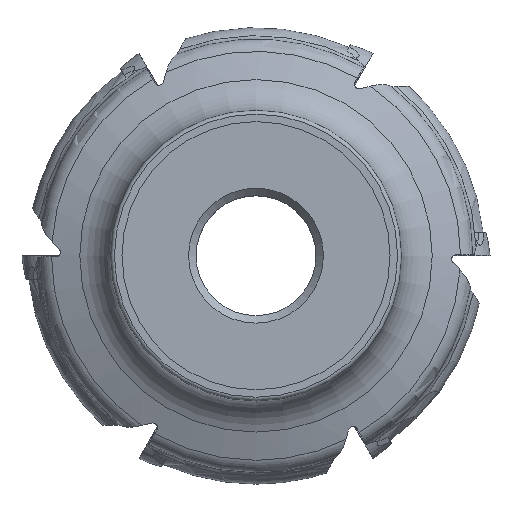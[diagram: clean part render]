
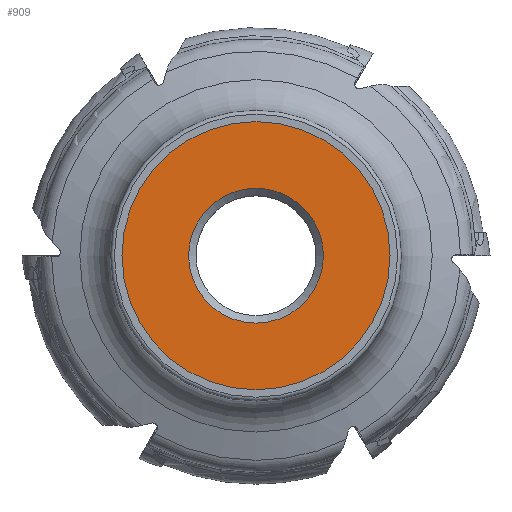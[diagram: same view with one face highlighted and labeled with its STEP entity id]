
A CAD part, top view. The second image highlights one B-rep face of the part: STEP entity #909.
In plain terms, the highlighted planar face has unit normal (0, 0, 1).
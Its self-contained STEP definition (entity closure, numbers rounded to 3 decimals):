
#909=ADVANCED_FACE('',(#1423,#1424),#1261,.F.);
#1261=PLANE('',#6899);
#1423=FACE_BOUND('',#1611,.T.);
#1424=FACE_BOUND('',#1612,.T.);
#1611=EDGE_LOOP('',(#3142));
#1612=EDGE_LOOP('',(#3143));
#2081=CIRCLE('',#6897,35.8);
#2082=CIRCLE('',#6898,18.006);
#3142=ORIENTED_EDGE('',*,*,#5591,.F.);
#3143=ORIENTED_EDGE('',*,*,#5592,.T.);
#4905=VERTEX_POINT('',#10595);
#4906=VERTEX_POINT('',#10597);
#5591=EDGE_CURVE('',#4905,#4905,#2081,.T.);
#5592=EDGE_CURVE('',#4906,#4906,#2082,.T.);
#6897=AXIS2_PLACEMENT_3D('',#10594,#7805,#7806);
#6898=AXIS2_PLACEMENT_3D('',#10596,#7807,#7808);
#6899=AXIS2_PLACEMENT_3D('',#10598,#7809,#7810);
#7805=DIRECTION('',(0.,0.,-1.));
#7806=DIRECTION('',(0.,-1.,0.));
#7807=DIRECTION('',(0.,0.,-1.));
#7808=DIRECTION('',(0.,-1.,0.));
#7809=DIRECTION('',(0.,0.,-1.));
#7810=DIRECTION('',(0.,1.,0.));
#10594=CARTESIAN_POINT('',(0.,0.,0.));
#10595=CARTESIAN_POINT('',(0.,-35.8,0.));
#10596=CARTESIAN_POINT('',(0.,0.,0.));
#10597=CARTESIAN_POINT('',(0.,-18.006,0.));
#10598=CARTESIAN_POINT('',(18.006,0.,0.));
